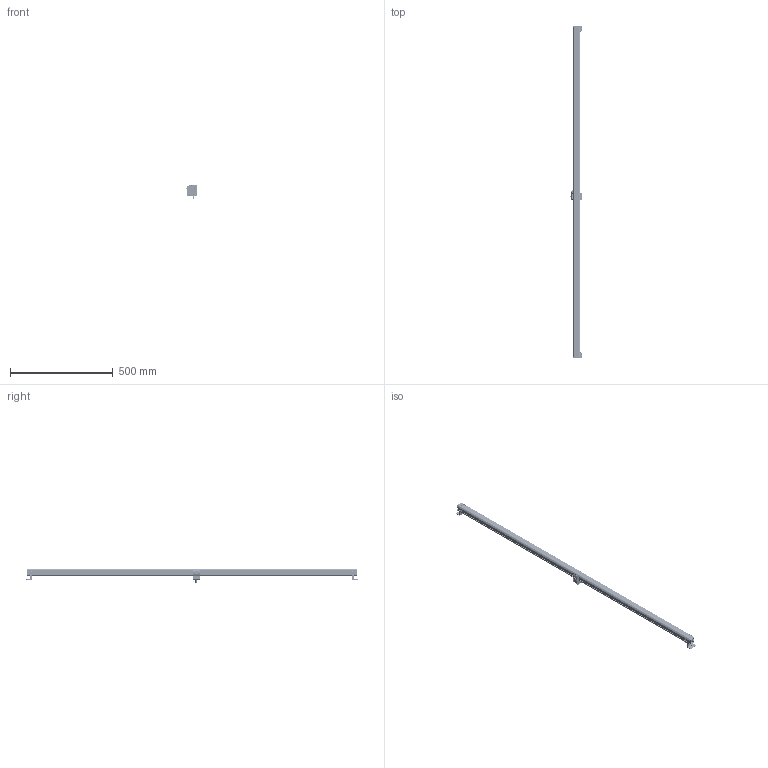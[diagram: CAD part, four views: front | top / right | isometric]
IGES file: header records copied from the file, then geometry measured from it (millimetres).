
Start section:  PTC IGES file: 141919.igs
Global section: file name: 141919.igs; native system: Creo Parametric by Parametric Technology Corporation; preprocessor: 2013230; author: pdmadmin; organization: Unknown; date: 20160226.081035; units: millimetre
Bounding box: 54.28 x 1619 x 69.93 mm (x, y, z)
Volume: 713195.9 mm3; surface area: 2455809.6 mm2
Topology: 28 solids, 36 shells, 8336 faces, 43125 edges, 53973 vertices
Faces by surface type: bspline 5388, revolution 2948
